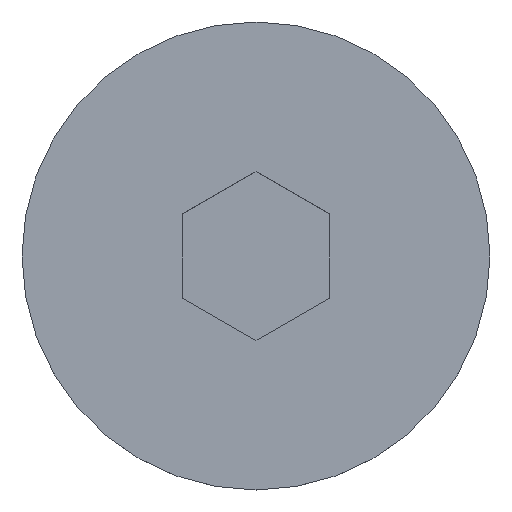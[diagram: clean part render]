
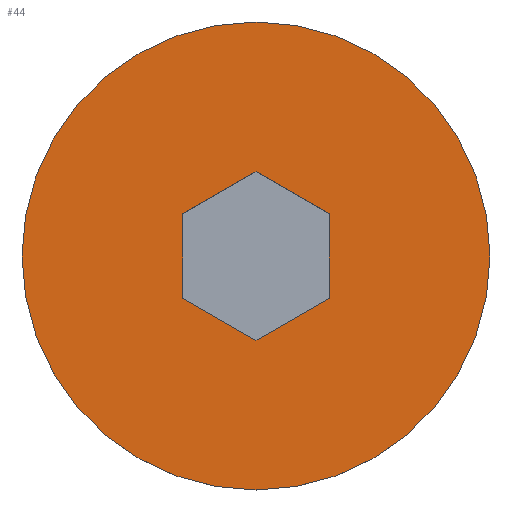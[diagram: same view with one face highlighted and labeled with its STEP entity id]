
A CAD part, top view. The second image highlights one B-rep face of the part: STEP entity #44.
In plain terms, the highlighted planar face has unit normal (0, 0, 1).
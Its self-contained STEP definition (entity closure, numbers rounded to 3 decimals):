
#10 = CARTESIAN_POINT ( 'NONE',  ( 2.5, -1.443, 0. ) ) ;
#11 = EDGE_LOOP ( 'NONE', ( #19, #181 ) ) ;
#19 = ORIENTED_EDGE ( 'NONE', *, *, #238, .F. ) ;
#24 = ORIENTED_EDGE ( 'NONE', *, *, #286, .T. ) ;
#40 = CARTESIAN_POINT ( 'NONE',  ( 0., 2.887, 0. ) ) ;
#42 = CARTESIAN_POINT ( 'NONE',  ( 0., 0., 0. ) ) ;
#44 = ADVANCED_FACE ( 'NONE', ( #397, #394 ), #367, .T. ) ;
#73 = CARTESIAN_POINT ( 'NONE',  ( 0., -2.887, 0. ) ) ;
#82 = CARTESIAN_POINT ( 'NONE',  ( 2.5, 0., 0. ) ) ;
#109 = VECTOR ( 'NONE', #494, 1000. ) ;
#118 = EDGE_CURVE ( 'NONE', #435, #172, #379, .T. ) ;
#126 = VECTOR ( 'NONE', #294, 1000. ) ;
#130 = LINE ( 'NONE', #377, #165 ) ;
#142 = CARTESIAN_POINT ( 'NONE',  ( 2.5, 1.443, 0. ) ) ;
#143 = ORIENTED_EDGE ( 'NONE', *, *, #118, .T. ) ;
#147 = CARTESIAN_POINT ( 'NONE',  ( 2.5, -1.443, 0. ) ) ;
#148 = VECTOR ( 'NONE', #290, 1000. ) ;
#151 = DIRECTION ( 'NONE',  ( 0., 0., -1. ) ) ;
#158 = CARTESIAN_POINT ( 'NONE',  ( 0., 2.887, 0. ) ) ;
#165 = VECTOR ( 'NONE', #180, 1000. ) ;
#172 = VERTEX_POINT ( 'NONE', #40 ) ;
#177 = EDGE_CURVE ( 'NONE', #416, #404, #443, .T. ) ;
#179 = ORIENTED_EDGE ( 'NONE', *, *, #220, .T. ) ;
#180 = DIRECTION ( 'NONE',  ( -0.866, 0.5, 0. ) ) ;
#181 = ORIENTED_EDGE ( 'NONE', *, *, #177, .F. ) ;
#183 = CARTESIAN_POINT ( 'NONE',  ( -2.5, 0., 0. ) ) ;
#193 = LINE ( 'NONE', #10, #148 ) ;
#198 = VECTOR ( 'NONE', #349, 1000. ) ;
#202 = LINE ( 'NONE', #183, #126 ) ;
#206 = AXIS2_PLACEMENT_3D ( 'NONE', #456, #211, #336 ) ;
#210 = CARTESIAN_POINT ( 'NONE',  ( -2.5, 1.443, 0. ) ) ;
#211 = DIRECTION ( 'NONE',  ( 0., 0., 1. ) ) ;
#220 = EDGE_CURVE ( 'NONE', #278, #435, #202, .T. ) ;
#238 = EDGE_CURVE ( 'NONE', #404, #416, #378, .T. ) ;
#249 = VERTEX_POINT ( 'NONE', #147 ) ;
#251 = AXIS2_PLACEMENT_3D ( 'NONE', #257, #151, #329 ) ;
#255 = EDGE_CURVE ( 'NONE', #259, #278, #130, .T. ) ;
#257 = CARTESIAN_POINT ( 'NONE',  ( 0., 0., 0. ) ) ;
#259 = VERTEX_POINT ( 'NONE', #73 ) ;
#260 = VERTEX_POINT ( 'NONE', #142 ) ;
#267 = CARTESIAN_POINT ( 'NONE',  ( -8., 0., 0. ) ) ;
#268 = ORIENTED_EDGE ( 'NONE', *, *, #401, .T. ) ;
#273 = ORIENTED_EDGE ( 'NONE', *, *, #354, .T. ) ;
#278 = VERTEX_POINT ( 'NONE', #298 ) ;
#286 = EDGE_CURVE ( 'NONE', #249, #259, #193, .T. ) ;
#290 = DIRECTION ( 'NONE',  ( -0.866, -0.5, 0. ) ) ;
#294 = DIRECTION ( 'NONE',  ( 0., 1., 0. ) ) ;
#298 = CARTESIAN_POINT ( 'NONE',  ( -2.5, -1.443, 0. ) ) ;
#329 = DIRECTION ( 'NONE',  ( 1., 0., 0. ) ) ;
#336 = DIRECTION ( 'NONE',  ( 1., 0., 0. ) ) ;
#338 = ORIENTED_EDGE ( 'NONE', *, *, #255, .T. ) ;
#349 = DIRECTION ( 'NONE',  ( 0.866, -0.5, 0. ) ) ;
#351 = CARTESIAN_POINT ( 'NONE',  ( -2.5, 1.443, 0. ) ) ;
#354 = EDGE_CURVE ( 'NONE', #260, #249, #388, .T. ) ;
#362 = EDGE_LOOP ( 'NONE', ( #273, #24, #338, #179, #143, #268 ) ) ;
#367 = PLANE ( 'NONE',  #206 ) ;
#377 = CARTESIAN_POINT ( 'NONE',  ( 0., -2.887, 0. ) ) ;
#378 = CIRCLE ( 'NONE', #396, 8. ) ;
#379 = LINE ( 'NONE', #210, #109 ) ;
#388 = LINE ( 'NONE', #82, #476 ) ;
#394 = FACE_OUTER_BOUND ( 'NONE', #11, .T. ) ;
#396 = AXIS2_PLACEMENT_3D ( 'NONE', #42, #421, #465 ) ;
#397 = FACE_BOUND ( 'NONE', #362, .T. ) ;
#401 = EDGE_CURVE ( 'NONE', #172, #260, #459, .T. ) ;
#404 = VERTEX_POINT ( 'NONE', #473 ) ;
#416 = VERTEX_POINT ( 'NONE', #267 ) ;
#421 = DIRECTION ( 'NONE',  ( 0., 0., -1. ) ) ;
#434 = DIRECTION ( 'NONE',  ( 0., -1., 0. ) ) ;
#435 = VERTEX_POINT ( 'NONE', #351 ) ;
#443 = CIRCLE ( 'NONE', #251, 8. ) ;
#456 = CARTESIAN_POINT ( 'NONE',  ( 4., 0., 0. ) ) ;
#459 = LINE ( 'NONE', #158, #198 ) ;
#465 = DIRECTION ( 'NONE',  ( 1., 0., 0. ) ) ;
#473 = CARTESIAN_POINT ( 'NONE',  ( 8., 0., 0. ) ) ;
#476 = VECTOR ( 'NONE', #434, 1000. ) ;
#494 = DIRECTION ( 'NONE',  ( 0.866, 0.5, 0. ) ) ;
